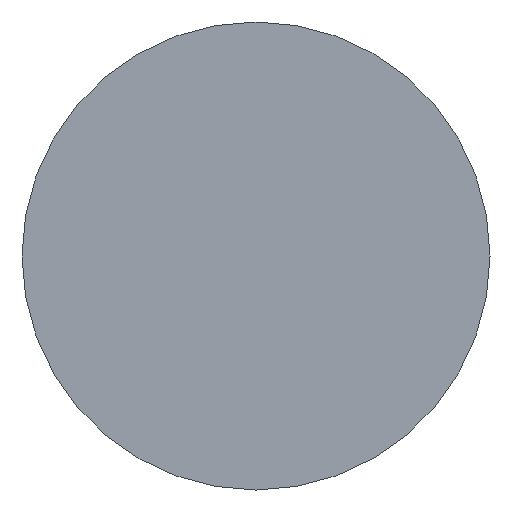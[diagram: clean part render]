
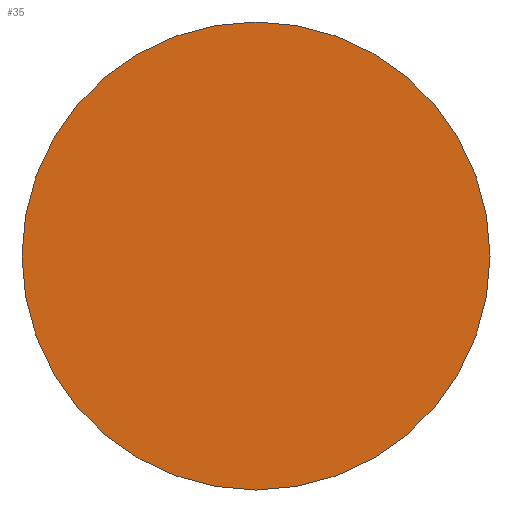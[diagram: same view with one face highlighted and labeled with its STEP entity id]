
A CAD part, front view. The second image highlights one B-rep face of the part: STEP entity #35.
In plain terms, the highlighted planar face has unit normal (0, -1, 0).
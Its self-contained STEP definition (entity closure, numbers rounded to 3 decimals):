
#35=ADVANCED_FACE('',(#64),#65,.T.);
#64=FACE_OUTER_BOUND('',#84,.T.);
#65=PLANE('',#85);
#84=EDGE_LOOP('',(#111,#112));
#85=AXIS2_PLACEMENT_3D('',#113,#114,#115);
#111=ORIENTED_EDGE('',*,*,#121,.T.);
#112=ORIENTED_EDGE('',*,*,#123,.T.);
#113=CARTESIAN_POINT('',(0.0,-200.0,0.0));
#114=DIRECTION('',(0.0,-1.0,0.0));
#115=DIRECTION('',(1.0,0.0,0.0));
#121=EDGE_CURVE('',#130,#134,#136,.T.);
#123=EDGE_CURVE('',#134,#130,#138,.T.);
#130=VERTEX_POINT('',#145);
#134=VERTEX_POINT('',#150);
#136=CIRCLE('',#153,6.0);
#138=CIRCLE('',#155,6.0);
#145=CARTESIAN_POINT('',(6.0,-200.0,0.0));
#150=CARTESIAN_POINT('',(-6.0,-200.0,0.));
#153=AXIS2_PLACEMENT_3D('',#165,#166,#167);
#155=AXIS2_PLACEMENT_3D('',#168,#169,#170);
#165=CARTESIAN_POINT('',(0.0,-200.0,0.0));
#166=DIRECTION('',(0.0,-1.0,0.0));
#167=DIRECTION('',(1.0,0.0,0.0));
#168=CARTESIAN_POINT('',(0.0,-200.0,0.0));
#169=DIRECTION('',(0.0,-1.0,0.0));
#170=DIRECTION('',(1.0,0.0,0.0));
